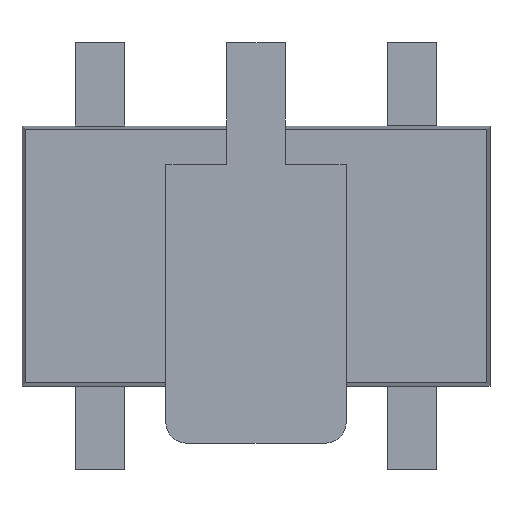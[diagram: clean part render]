
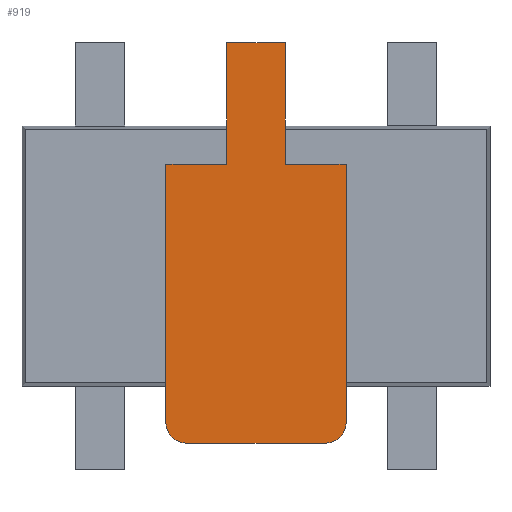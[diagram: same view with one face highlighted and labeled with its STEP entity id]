
A CAD part, front view. The second image highlights one B-rep face of the part: STEP entity #919.
In plain terms, the highlighted planar face has unit normal (0, -1, 0).
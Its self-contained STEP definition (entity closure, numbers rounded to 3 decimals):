
#31 = LINE ( 'NONE', #1512, #1263 ) ;
#107 = ORIENTED_EDGE ( 'NONE', *, *, #1155, .T. ) ;
#108 = CARTESIAN_POINT ( 'NONE',  ( 0.666, 0., -1.8 ) ) ;
#118 = VERTEX_POINT ( 'NONE', #2359 ) ;
#169 = DIRECTION ( 'NONE',  ( 0., -1., 0. ) ) ;
#183 = CARTESIAN_POINT ( 'NONE',  ( 0.667, 0., -1.6 ) ) ;
#188 = EDGE_LOOP ( 'NONE', ( #2195, #1739, #1633, #1431, #430, #1969, #1602, #1251, #107, #1843 ) ) ;
#234 = DIRECTION ( 'NONE',  ( 0., -1., 0. ) ) ;
#244 = AXIS2_PLACEMENT_3D ( 'NONE', #1301, #2104, #2274 ) ;
#247 = CIRCLE ( 'NONE', #1681, 0.2 ) ;
#256 = DIRECTION ( 'NONE',  ( 0., 0., 1. ) ) ;
#266 = VERTEX_POINT ( 'NONE', #1256 ) ;
#312 = DIRECTION ( 'NONE',  ( -1., 0., 0. ) ) ;
#319 = EDGE_CURVE ( 'NONE', #654, #118, #1532, .T. ) ;
#337 = CARTESIAN_POINT ( 'NONE',  ( 0.867, 0., -1.6 ) ) ;
#367 = LINE ( 'NONE', #1463, #1276 ) ;
#370 = VERTEX_POINT ( 'NONE', #1963 ) ;
#430 = ORIENTED_EDGE ( 'NONE', *, *, #1344, .T. ) ;
#476 = EDGE_CURVE ( 'NONE', #118, #968, #892, .T. ) ;
#511 = EDGE_CURVE ( 'NONE', #1370, #2220, #367, .T. ) ;
#551 = CARTESIAN_POINT ( 'NONE',  ( -0.28, 0., 0.884 ) ) ;
#607 = CARTESIAN_POINT ( 'NONE',  ( -0.666, 0., -1.6 ) ) ;
#636 = EDGE_CURVE ( 'NONE', #2243, #654, #1181, .T. ) ;
#654 = VERTEX_POINT ( 'NONE', #1189 ) ;
#819 = FACE_OUTER_BOUND ( 'NONE', #188, .T. ) ;
#836 = DIRECTION ( 'NONE',  ( -1., 0., 0. ) ) ;
#891 = DIRECTION ( 'NONE',  ( 0., 0., -1. ) ) ;
#892 = LINE ( 'NONE', #1992, #1773 ) ;
#911 = VECTOR ( 'NONE', #836, 1000. ) ;
#919 = ADVANCED_FACE ( 'NONE', ( #819 ), #1906, .F. ) ;
#934 = DIRECTION ( 'NONE',  ( 0., 0., 1. ) ) ;
#968 = VERTEX_POINT ( 'NONE', #2299 ) ;
#1003 = CARTESIAN_POINT ( 'NONE',  ( -0.28, 0., 2.05 ) ) ;
#1041 = VECTOR ( 'NONE', #1734, 1000. ) ;
#1155 = EDGE_CURVE ( 'NONE', #968, #370, #1800, .T. ) ;
#1181 = LINE ( 'NONE', #2141, #1332 ) ;
#1189 = CARTESIAN_POINT ( 'NONE',  ( 0.867, 0., 0.884 ) ) ;
#1242 = EDGE_CURVE ( 'NONE', #370, #1370, #1423, .T. ) ;
#1251 = ORIENTED_EDGE ( 'NONE', *, *, #476, .T. ) ;
#1256 = CARTESIAN_POINT ( 'NONE',  ( -0.666, 0., -1.8 ) ) ;
#1263 = VECTOR ( 'NONE', #2470, 1000. ) ;
#1276 = VECTOR ( 'NONE', #312, 1000. ) ;
#1285 = CARTESIAN_POINT ( 'NONE',  ( -0.867, 0., 0.884 ) ) ;
#1301 = CARTESIAN_POINT ( 'NONE',  ( 0.667, 0., -1.6 ) ) ;
#1332 = VECTOR ( 'NONE', #256, 1000. ) ;
#1344 = EDGE_CURVE ( 'NONE', #1689, #2243, #2051, .T. ) ;
#1370 = VERTEX_POINT ( 'NONE', #551 ) ;
#1423 = LINE ( 'NONE', #2424, #1919 ) ;
#1428 = CARTESIAN_POINT ( 'NONE',  ( -0.867, 0., 0.884 ) ) ;
#1431 = ORIENTED_EDGE ( 'NONE', *, *, #1840, .T. ) ;
#1435 = EDGE_CURVE ( 'NONE', #1974, #266, #247, .T. ) ;
#1463 = CARTESIAN_POINT ( 'NONE',  ( -0.867, 0., 0.884 ) ) ;
#1512 = CARTESIAN_POINT ( 'NONE',  ( 0.666, 0., -1.8 ) ) ;
#1532 = LINE ( 'NONE', #1896, #1041 ) ;
#1602 = ORIENTED_EDGE ( 'NONE', *, *, #319, .T. ) ;
#1633 = ORIENTED_EDGE ( 'NONE', *, *, #1435, .T. ) ;
#1681 = AXIS2_PLACEMENT_3D ( 'NONE', #607, #234, #2123 ) ;
#1689 = VERTEX_POINT ( 'NONE', #108 ) ;
#1699 = VECTOR ( 'NONE', #2402, 1000. ) ;
#1734 = DIRECTION ( 'NONE',  ( -1., 0., 0. ) ) ;
#1739 = ORIENTED_EDGE ( 'NONE', *, *, #1995, .T. ) ;
#1773 = VECTOR ( 'NONE', #2047, 1000. ) ;
#1800 = LINE ( 'NONE', #1003, #911 ) ;
#1840 = EDGE_CURVE ( 'NONE', #266, #1689, #31, .T. ) ;
#1843 = ORIENTED_EDGE ( 'NONE', *, *, #1242, .T. ) ;
#1896 = CARTESIAN_POINT ( 'NONE',  ( 0.28, 0., 0.884 ) ) ;
#1906 = PLANE ( 'NONE',  #244 ) ;
#1919 = VECTOR ( 'NONE', #891, 1000. ) ;
#1937 = CARTESIAN_POINT ( 'NONE',  ( -0.866, 0., -1.6 ) ) ;
#1963 = CARTESIAN_POINT ( 'NONE',  ( -0.28, 0., 2.05 ) ) ;
#1969 = ORIENTED_EDGE ( 'NONE', *, *, #636, .T. ) ;
#1974 = VERTEX_POINT ( 'NONE', #1937 ) ;
#1992 = CARTESIAN_POINT ( 'NONE',  ( 0.28, 0., 2.05 ) ) ;
#1995 = EDGE_CURVE ( 'NONE', #2220, #1974, #2226, .T. ) ;
#2047 = DIRECTION ( 'NONE',  ( 0., 0., 1. ) ) ;
#2051 = CIRCLE ( 'NONE', #2162, 0.2 ) ;
#2104 = DIRECTION ( 'NONE',  ( 0., 1., 0. ) ) ;
#2123 = DIRECTION ( 'NONE',  ( 0., 0., 1. ) ) ;
#2141 = CARTESIAN_POINT ( 'NONE',  ( 0.867, 0., 0.884 ) ) ;
#2162 = AXIS2_PLACEMENT_3D ( 'NONE', #183, #169, #934 ) ;
#2195 = ORIENTED_EDGE ( 'NONE', *, *, #511, .T. ) ;
#2220 = VERTEX_POINT ( 'NONE', #1285 ) ;
#2226 = LINE ( 'NONE', #1428, #1699 ) ;
#2243 = VERTEX_POINT ( 'NONE', #337 ) ;
#2274 = DIRECTION ( 'NONE',  ( 0., 0., 1. ) ) ;
#2299 = CARTESIAN_POINT ( 'NONE',  ( 0.28, 0., 2.05 ) ) ;
#2359 = CARTESIAN_POINT ( 'NONE',  ( 0.28, 0., 0.884 ) ) ;
#2402 = DIRECTION ( 'NONE',  ( 0., 0., -1. ) ) ;
#2424 = CARTESIAN_POINT ( 'NONE',  ( -0.28, 0., 0.884 ) ) ;
#2470 = DIRECTION ( 'NONE',  ( 1., 0., 0. ) ) ;
